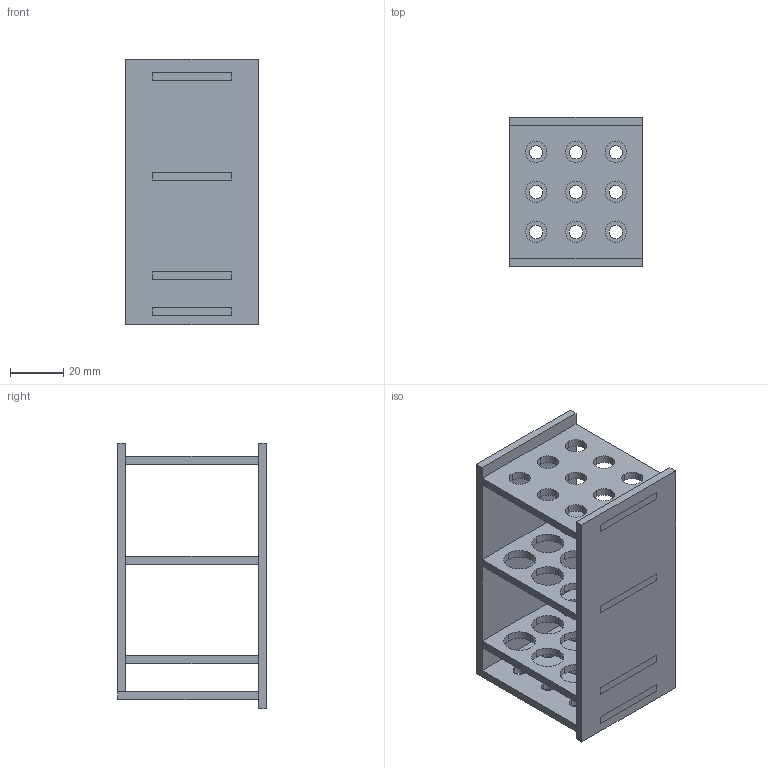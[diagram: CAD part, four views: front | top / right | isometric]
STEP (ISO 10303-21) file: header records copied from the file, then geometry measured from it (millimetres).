
FILE_DESCRIPTION (( 'STEP AP214' ), '1' );
FILE_NAME ('Rack ASM.STEP', '2022-03-19T18:07:34', ( '' ), ( '' ), 'SwSTEP 2.0', 'SolidWorks 2021', '' );
FILE_SCHEMA (( 'AUTOMOTIVE_DESIGN' ));
Length unit declared in the file: millimetre
Products named in the file (6): 12mm Storage Rack Vertical x9 lid; 12mm Storage Rack Vertical x9 Lid Holding Side; 12mm Storage Rack Vertical x9 bottom; 12mm Storage Rack Vertical x9 Lid not Holding Side; 12mm Storage Rack Vertical x9 top; Rack ASM
Assembly tree (6 placements, depth 2):
  Rack ASM
    12mm Storage Rack Vertical x9 lid
    12mm Storage Rack Vertical x9 bottom
    12mm Storage Rack Vertical x9 Lid Holding Side
    12mm Storage Rack Vertical x9 top  x2
    12mm Storage Rack Vertical x9 Lid not Holding Side
Bounding box: 50 x 56 x 100 mm (x, y, z)
Volume: 51478.9 mm3; surface area: 43148.7 mm2
Topology: 6 solids, 6 shells, 164 faces, 456 edges, 304 vertices
Faces by surface type: plane 92, cylinder 72
Entity records: 4624 total; most frequent: DIRECTION 756, CARTESIAN_POINT 751, ORIENTED_EDGE 732, EDGE_CURVE 366, VECTOR 258, LINE 258, AXIS2_PLACEMENT_3D 249, VERTEX_POINT 244
